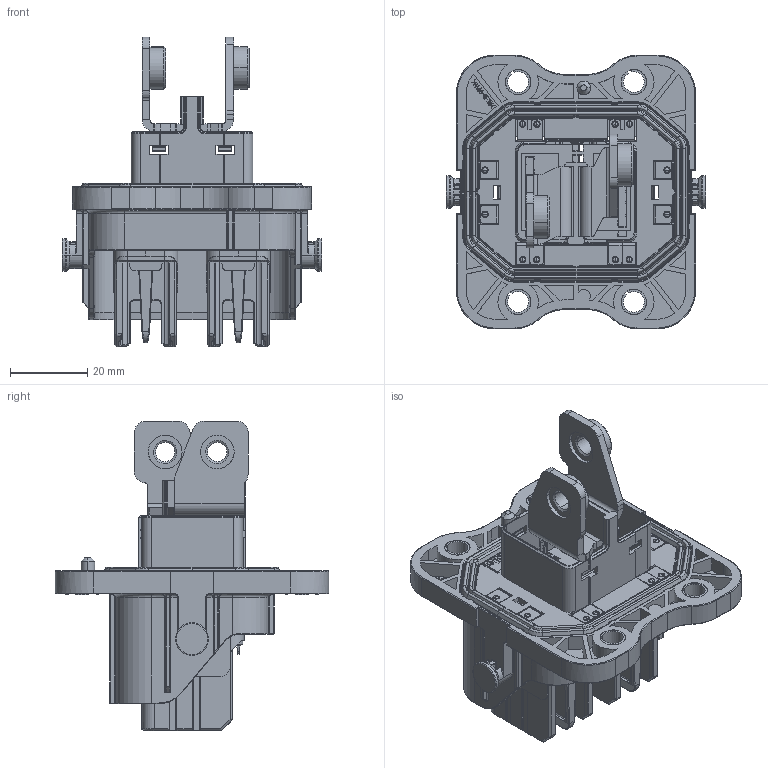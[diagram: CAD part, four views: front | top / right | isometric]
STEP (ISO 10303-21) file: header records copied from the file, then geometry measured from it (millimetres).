
FILE_DESCRIPTION (( 'STEP AP203' ), '1' );
FILE_NAME ('YGEV4-P2RA6²å×ù.STEP', '2025-06-30T03:06:17', ( '' ), ( '' ), 'SwSTEP 2.0', 'SolidWorks 2023', '' );
FILE_SCHEMA (( 'CONFIG_CONTROL_DESIGN' ));
Length unit declared in the file: millimetre
Products named in the file (1): YGEV4-P2RA6插座
Bounding box: 67.4 x 71 x 80.3 mm (x, y, z)
Volume: 38148.2 mm3; surface area: 57421 mm2
Topology: 24 solids, 24 shells, 4944 faces, 12363 edges, 7486 vertices
Faces by surface type: plane 2399, cylinder 1464, torus 542, cone 236, bspline 212, sphere 91
Entity records: 157736 total; most frequent: CARTESIAN_POINT 40490, ORIENTED_EDGE 24554, DIRECTION 24439, EDGE_CURVE 12277, AXIS2_PLACEMENT_3D 8243, LINE 7953, VECTOR 7953, VERTEX_POINT 7486
